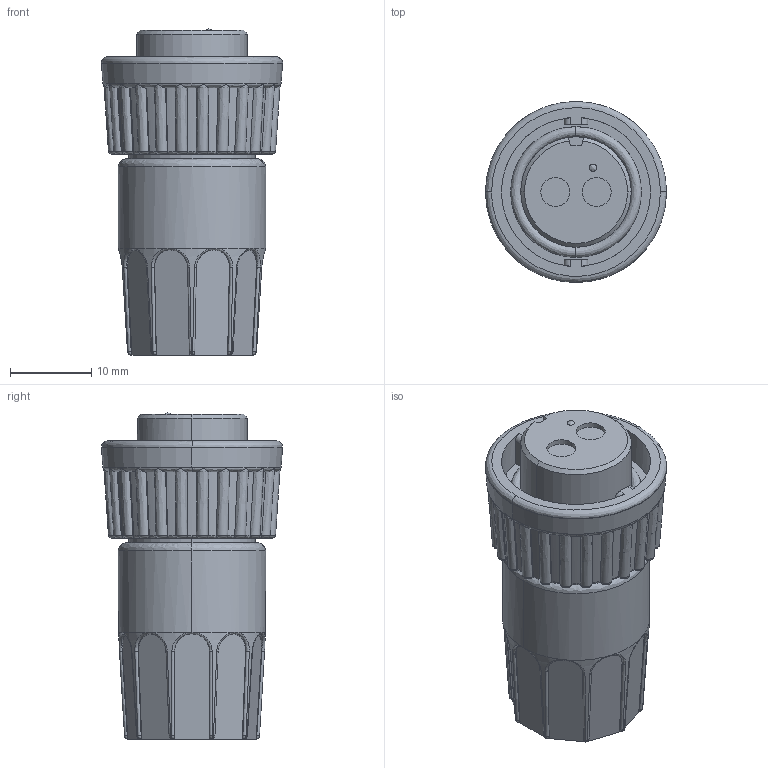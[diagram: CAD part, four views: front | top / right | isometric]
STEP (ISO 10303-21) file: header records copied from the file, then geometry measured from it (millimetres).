
FILE_DESCRIPTION (( 'STEP AP203' ), '1' );
FILE_NAME ('3182-2SG-3XX.STEP', '2018-08-27T20:58:20', ( '' ), ( '' ), 'SwSTEP 2.0', 'SolidWorks 2017', '' );
FILE_SCHEMA (( 'CONFIG_CONTROL_DESIGN' ));
Length unit declared in the file: inch
Products named in the file (1): 3182-2SG-3XX
Bounding box: 22.23 x 22.23 x 40.08 mm (x, y, z)
Volume: 9183.3 mm3; surface area: 3969 mm2
Topology: 1 solids, 1 shells, 321 faces, 878 edges, 568 vertices
Faces by surface type: bspline 173, plane 74, cone 40, cylinder 34
Entity records: 16463 total; most frequent: CARTESIAN_POINT 9991, ORIENTED_EDGE 1756, EDGE_CURVE 878, DIRECTION 831, VERTEX_POINT 568, B_SPLINE_CURVE_WITH_KNOTS 394, AXIS2_PLACEMENT_3D 340, EDGE_LOOP 330
